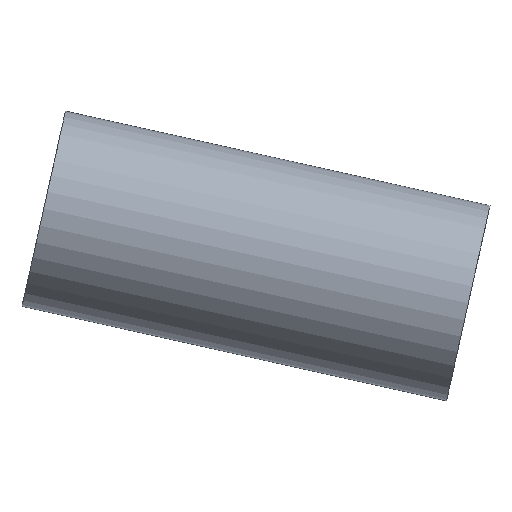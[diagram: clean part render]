
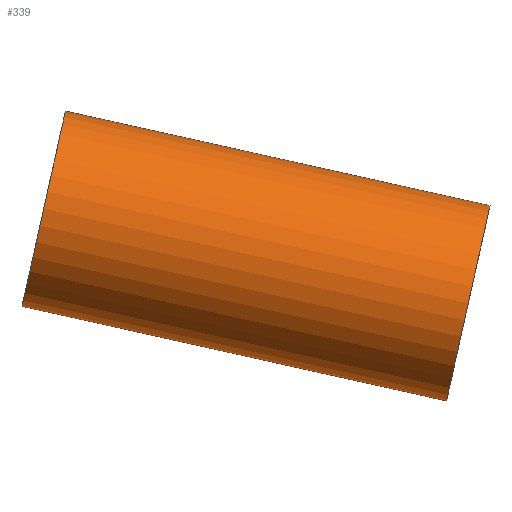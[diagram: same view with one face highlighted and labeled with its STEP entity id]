
A CAD part, front view. The second image highlights one B-rep face of the part: STEP entity #339.
In plain terms, the highlighted cylindrical face has radius 10.223 mm (diameter 20.447 mm), a full revolution.
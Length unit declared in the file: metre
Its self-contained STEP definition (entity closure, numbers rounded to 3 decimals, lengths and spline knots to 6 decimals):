
#54=ORIENTED_EDGE('',*,*,#114,.F.);
#55=ORIENTED_EDGE('',*,*,#115,.T.);
#114=EDGE_CURVE('',#144,#144,#174,.F.);
#115=EDGE_CURVE('',#145,#145,#175,.F.);
#144=VERTEX_POINT('',#636);
#145=VERTEX_POINT('',#638);
#174=CIRCLE('',#410,0.010224);
#175=CIRCLE('',#411,0.010224);
#204=EDGE_LOOP('',(#54));
#205=EDGE_LOOP('',(#55));
#264=FACE_BOUND('',#204,.T.);
#265=FACE_BOUND('',#205,.T.);
#324=CYLINDRICAL_SURFACE('',#409,0.010224);
#339=ADVANCED_FACE('',(#264,#265),#324,.T.);
#409=AXIS2_PLACEMENT_3D('',#634,#485,#486);
#410=AXIS2_PLACEMENT_3D('',#635,#487,#488);
#411=AXIS2_PLACEMENT_3D('',#637,#489,#490);
#485=DIRECTION('',(0.976,0.,-0.217));
#486=DIRECTION('',(-0.217,0.,-0.976));
#487=DIRECTION('',(0.976,0.,-0.217));
#488=DIRECTION('',(-0.217,0.,-0.976));
#489=DIRECTION('',(0.976,0.,-0.217));
#490=DIRECTION('',(-0.217,0.,-0.976));
#634=CARTESIAN_POINT('',(-0.193169,0.,1.011522));
#635=CARTESIAN_POINT('',(-0.211764,0.,1.015663));
#636=CARTESIAN_POINT('',(-0.213986,0.,1.005683));
#637=CARTESIAN_POINT('',(-0.168376,0.,1.006001));
#638=CARTESIAN_POINT('',(-0.170599,0.,0.996022));
